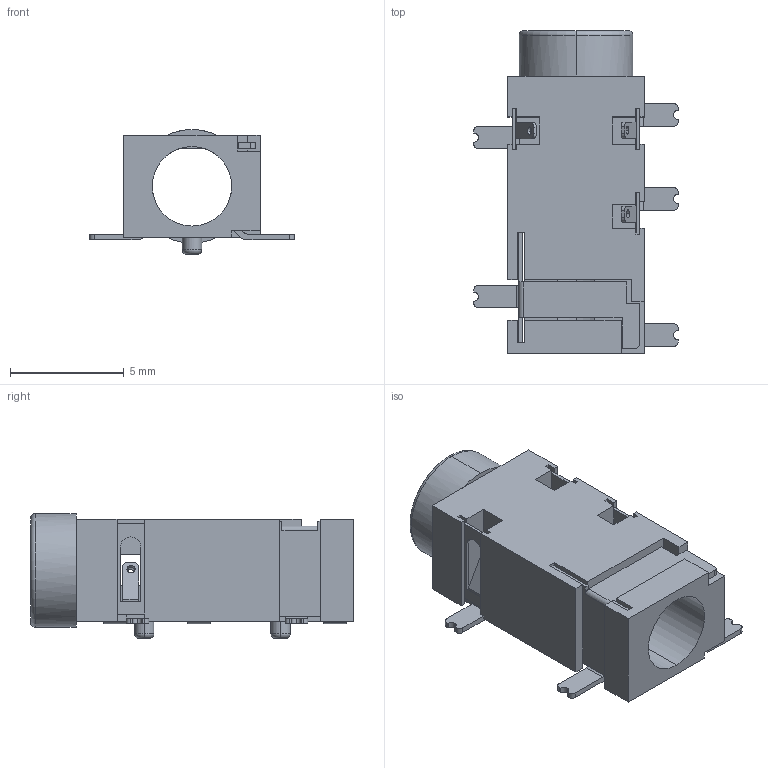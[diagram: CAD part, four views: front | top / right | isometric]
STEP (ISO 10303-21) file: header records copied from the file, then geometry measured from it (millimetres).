
FILE_DESCRIPTION (( 'STEP AP214' ), '1' );
FILE_NAME ('7CCB4830-E479-4DE4-8B2A-C9276D48727C.STEP', '2025-11-14T06:45:06', ( '' ), ( '' ), 'SwSTEP 2.0', 'SolidWorks 2022', '' );
FILE_SCHEMA (( 'AUTOMOTIVE_DESIGN' ));
Length unit declared in the file: millimetre
Products named in the file (1): 7CCB4830-E479-4DE4-8B2A-C9276D48727C
Bounding box: 9 x 14.2 x 5.5 mm (x, y, z)
Volume: 204.5 mm3; surface area: 672.3 mm2
Topology: 1 solids, 1 shells, 232 faces, 699 edges, 462 vertices
Faces by surface type: plane 168, cylinder 58, torus 6
Entity records: 8846 total; most frequent: CARTESIAN_POINT 1418, ORIENTED_EDGE 1398, DIRECTION 1295, EDGE_CURVE 699, LINE 553, VECTOR 553, VERTEX_POINT 462, AXIS2_PLACEMENT_3D 371
